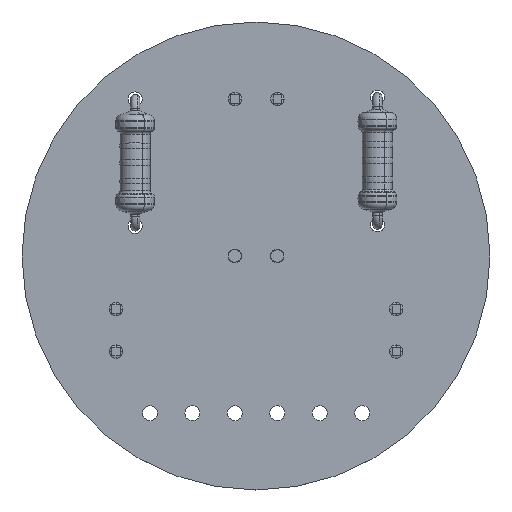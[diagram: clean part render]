
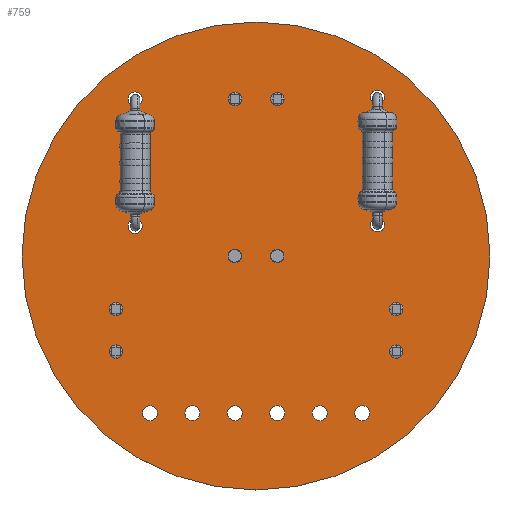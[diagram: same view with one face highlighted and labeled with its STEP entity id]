
A CAD part, top view. The second image highlights one B-rep face of the part: STEP entity #759.
In plain terms, the highlighted planar face has unit normal (0, 0, 1).
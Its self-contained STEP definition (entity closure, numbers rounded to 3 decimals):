
#76 = VERTEX_POINT('',#77);
#77 = CARTESIAN_POINT('',(32.281,22.105,0.411));
#83 = EDGE_CURVE('',#76,#76,#84,.T.);
#84 = CIRCLE('',#85,14.);
#85 = AXIS2_PLACEMENT_3D('',#86,#87,#88);
#86 = CARTESIAN_POINT('',(18.281,22.105,0.411));
#87 = DIRECTION('',(0.,0.,1.));
#88 = DIRECTION('',(1.,0.,0.));
#109 = VERTEX_POINT('',#110);
#110 = CARTESIAN_POINT('',(12.388,12.7,0.411));
#116 = EDGE_CURVE('',#109,#109,#117,.T.);
#117 = CIRCLE('',#118,0.45);
#118 = AXIS2_PLACEMENT_3D('',#119,#120,#121);
#119 = CARTESIAN_POINT('',(11.938,12.7,0.411));
#120 = DIRECTION('',(0.,0.,1.));
#121 = DIRECTION('',(1.,0.,0.));
#142 = VERTEX_POINT('',#143);
#143 = CARTESIAN_POINT('',(10.306,16.383,0.411));
#149 = EDGE_CURVE('',#142,#142,#150,.T.);
#150 = CIRCLE('',#151,0.4);
#151 = AXIS2_PLACEMENT_3D('',#152,#153,#154);
#152 = CARTESIAN_POINT('',(9.906,16.383,0.411));
#153 = DIRECTION('',(0.,0.,1.));
#154 = DIRECTION('',(1.,0.,0.));
#175 = VERTEX_POINT('',#176);
#176 = CARTESIAN_POINT('',(17.468,12.7,0.411));
#182 = EDGE_CURVE('',#175,#175,#183,.T.);
#183 = CIRCLE('',#184,0.45);
#184 = AXIS2_PLACEMENT_3D('',#185,#186,#187);
#185 = CARTESIAN_POINT('',(17.018,12.7,0.411));
#186 = DIRECTION('',(0.,0.,1.));
#187 = DIRECTION('',(1.,0.,0.));
#208 = VERTEX_POINT('',#209);
#209 = CARTESIAN_POINT('',(14.928,12.7,0.411));
#215 = EDGE_CURVE('',#208,#208,#216,.T.);
#216 = CIRCLE('',#217,0.45);
#217 = AXIS2_PLACEMENT_3D('',#218,#219,#220);
#218 = CARTESIAN_POINT('',(14.478,12.7,0.411));
#219 = DIRECTION('',(0.,0.,1.));
#220 = DIRECTION('',(1.,0.,0.));
#241 = VERTEX_POINT('',#242);
#242 = CARTESIAN_POINT('',(10.306,18.923,0.411));
#248 = EDGE_CURVE('',#241,#241,#249,.T.);
#249 = CIRCLE('',#250,0.4);
#250 = AXIS2_PLACEMENT_3D('',#251,#252,#253);
#251 = CARTESIAN_POINT('',(9.906,18.923,0.411));
#252 = DIRECTION('',(0.,0.,1.));
#253 = DIRECTION('',(1.,0.,0.));
#274 = VERTEX_POINT('',#275);
#275 = CARTESIAN_POINT('',(11.474,23.876,0.411));
#281 = EDGE_CURVE('',#274,#274,#282,.T.);
#282 = CIRCLE('',#283,0.425);
#283 = AXIS2_PLACEMENT_3D('',#284,#285,#286);
#284 = CARTESIAN_POINT('',(11.049,23.876,0.411));
#285 = DIRECTION('',(0.,0.,1.));
#286 = DIRECTION('',(1.,0.,0.));
#307 = VERTEX_POINT('',#308);
#308 = CARTESIAN_POINT('',(17.411,22.105,0.411));
#314 = EDGE_CURVE('',#307,#307,#315,.T.);
#315 = CIRCLE('',#316,0.4);
#316 = AXIS2_PLACEMENT_3D('',#317,#318,#319);
#317 = CARTESIAN_POINT('',(17.011,22.105,0.411));
#318 = DIRECTION('',(0.,0.,1.));
#319 = DIRECTION('',(1.,0.,0.));
#340 = VERTEX_POINT('',#341);
#341 = CARTESIAN_POINT('',(11.474,31.496,0.411));
#347 = EDGE_CURVE('',#340,#340,#348,.T.);
#348 = CIRCLE('',#349,0.425);
#349 = AXIS2_PLACEMENT_3D('',#350,#351,#352);
#350 = CARTESIAN_POINT('',(11.049,31.496,0.411));
#351 = DIRECTION('',(0.,0.,1.));
#352 = DIRECTION('',(1.,0.,0.));
#373 = VERTEX_POINT('',#374);
#374 = CARTESIAN_POINT('',(17.418,31.496,0.411));
#380 = EDGE_CURVE('',#373,#373,#381,.T.);
#381 = CIRCLE('',#382,0.4);
#382 = AXIS2_PLACEMENT_3D('',#383,#384,#385);
#383 = CARTESIAN_POINT('',(17.018,31.496,0.411));
#384 = DIRECTION('',(0.,0.,1.));
#385 = DIRECTION('',(1.,0.,0.));
#406 = VERTEX_POINT('',#407);
#407 = CARTESIAN_POINT('',(22.548,12.7,0.411));
#413 = EDGE_CURVE('',#406,#406,#414,.T.);
#414 = CIRCLE('',#415,0.45);
#415 = AXIS2_PLACEMENT_3D('',#416,#417,#418);
#416 = CARTESIAN_POINT('',(22.098,12.7,0.411));
#417 = DIRECTION('',(0.,0.,1.));
#418 = DIRECTION('',(1.,0.,0.));
#439 = VERTEX_POINT('',#440);
#440 = CARTESIAN_POINT('',(20.008,12.7,0.411));
#446 = EDGE_CURVE('',#439,#439,#447,.T.);
#447 = CIRCLE('',#448,0.45);
#448 = AXIS2_PLACEMENT_3D('',#449,#450,#451);
#449 = CARTESIAN_POINT('',(19.558,12.7,0.411));
#450 = DIRECTION('',(0.,0.,1.));
#451 = DIRECTION('',(1.,0.,0.));
#472 = VERTEX_POINT('',#473);
#473 = CARTESIAN_POINT('',(25.088,12.7,0.411));
#479 = EDGE_CURVE('',#472,#472,#480,.T.);
#480 = CIRCLE('',#481,0.45);
#481 = AXIS2_PLACEMENT_3D('',#482,#483,#484);
#482 = CARTESIAN_POINT('',(24.638,12.7,0.411));
#483 = DIRECTION('',(0.,0.,1.));
#484 = DIRECTION('',(1.,0.,0.));
#505 = VERTEX_POINT('',#506);
#506 = CARTESIAN_POINT('',(27.07,16.383,0.411));
#512 = EDGE_CURVE('',#505,#505,#513,.T.);
#513 = CIRCLE('',#514,0.4);
#514 = AXIS2_PLACEMENT_3D('',#515,#516,#517);
#515 = CARTESIAN_POINT('',(26.67,16.383,0.411));
#516 = DIRECTION('',(0.,0.,1.));
#517 = DIRECTION('',(1.,0.,0.));
#538 = VERTEX_POINT('',#539);
#539 = CARTESIAN_POINT('',(19.951,22.105,0.411));
#545 = EDGE_CURVE('',#538,#538,#546,.T.);
#546 = CIRCLE('',#547,0.4);
#547 = AXIS2_PLACEMENT_3D('',#548,#549,#550);
#548 = CARTESIAN_POINT('',(19.551,22.105,0.411));
#549 = DIRECTION('',(0.,0.,1.));
#550 = DIRECTION('',(1.,0.,0.));
#571 = VERTEX_POINT('',#572);
#572 = CARTESIAN_POINT('',(19.958,31.496,0.411));
#578 = EDGE_CURVE('',#571,#571,#579,.T.);
#579 = CIRCLE('',#580,0.4);
#580 = AXIS2_PLACEMENT_3D('',#581,#582,#583);
#581 = CARTESIAN_POINT('',(19.558,31.496,0.411));
#582 = DIRECTION('',(0.,0.,1.));
#583 = DIRECTION('',(1.,0.,0.));
#604 = VERTEX_POINT('',#605);
#605 = CARTESIAN_POINT('',(27.07,18.923,0.411));
#611 = EDGE_CURVE('',#604,#604,#612,.T.);
#612 = CIRCLE('',#613,0.4);
#613 = AXIS2_PLACEMENT_3D('',#614,#615,#616);
#614 = CARTESIAN_POINT('',(26.67,18.923,0.411));
#615 = DIRECTION('',(0.,0.,1.));
#616 = DIRECTION('',(1.,0.,0.));
#637 = VERTEX_POINT('',#638);
#638 = CARTESIAN_POINT('',(25.973,31.602,0.411));
#644 = EDGE_CURVE('',#637,#637,#645,.T.);
#645 = CIRCLE('',#646,0.425);
#646 = AXIS2_PLACEMENT_3D('',#647,#648,#649);
#647 = CARTESIAN_POINT('',(25.548,31.602,0.411));
#648 = DIRECTION('',(0.,0.,1.));
#649 = DIRECTION('',(1.,0.,0.));
#670 = VERTEX_POINT('',#671);
#671 = CARTESIAN_POINT('',(25.973,23.982,0.411));
#677 = EDGE_CURVE('',#670,#670,#678,.T.);
#678 = CIRCLE('',#679,0.425);
#679 = AXIS2_PLACEMENT_3D('',#680,#681,#682);
#680 = CARTESIAN_POINT('',(25.548,23.982,0.411));
#681 = DIRECTION('',(0.,0.,1.));
#682 = DIRECTION('',(1.,0.,0.));
#759 = ADVANCED_FACE('',(#760,#763,#766,#769,#772,#775,#778,#781,#784,
    #787,#790,#793,#796,#799,#802,#805,#808,#811,#814),#817,.F.);
#760 = FACE_BOUND('',#761,.T.);
#761 = EDGE_LOOP('',(#762));
#762 = ORIENTED_EDGE('',*,*,#83,.T.);
#763 = FACE_BOUND('',#764,.F.);
#764 = EDGE_LOOP('',(#765));
#765 = ORIENTED_EDGE('',*,*,#116,.T.);
#766 = FACE_BOUND('',#767,.F.);
#767 = EDGE_LOOP('',(#768));
#768 = ORIENTED_EDGE('',*,*,#149,.T.);
#769 = FACE_BOUND('',#770,.F.);
#770 = EDGE_LOOP('',(#771));
#771 = ORIENTED_EDGE('',*,*,#182,.T.);
#772 = FACE_BOUND('',#773,.F.);
#773 = EDGE_LOOP('',(#774));
#774 = ORIENTED_EDGE('',*,*,#215,.T.);
#775 = FACE_BOUND('',#776,.F.);
#776 = EDGE_LOOP('',(#777));
#777 = ORIENTED_EDGE('',*,*,#248,.T.);
#778 = FACE_BOUND('',#779,.F.);
#779 = EDGE_LOOP('',(#780));
#780 = ORIENTED_EDGE('',*,*,#281,.T.);
#781 = FACE_BOUND('',#782,.F.);
#782 = EDGE_LOOP('',(#783));
#783 = ORIENTED_EDGE('',*,*,#314,.T.);
#784 = FACE_BOUND('',#785,.F.);
#785 = EDGE_LOOP('',(#786));
#786 = ORIENTED_EDGE('',*,*,#347,.T.);
#787 = FACE_BOUND('',#788,.F.);
#788 = EDGE_LOOP('',(#789));
#789 = ORIENTED_EDGE('',*,*,#380,.T.);
#790 = FACE_BOUND('',#791,.F.);
#791 = EDGE_LOOP('',(#792));
#792 = ORIENTED_EDGE('',*,*,#413,.T.);
#793 = FACE_BOUND('',#794,.F.);
#794 = EDGE_LOOP('',(#795));
#795 = ORIENTED_EDGE('',*,*,#446,.T.);
#796 = FACE_BOUND('',#797,.F.);
#797 = EDGE_LOOP('',(#798));
#798 = ORIENTED_EDGE('',*,*,#479,.T.);
#799 = FACE_BOUND('',#800,.F.);
#800 = EDGE_LOOP('',(#801));
#801 = ORIENTED_EDGE('',*,*,#512,.T.);
#802 = FACE_BOUND('',#803,.F.);
#803 = EDGE_LOOP('',(#804));
#804 = ORIENTED_EDGE('',*,*,#545,.T.);
#805 = FACE_BOUND('',#806,.F.);
#806 = EDGE_LOOP('',(#807));
#807 = ORIENTED_EDGE('',*,*,#578,.T.);
#808 = FACE_BOUND('',#809,.F.);
#809 = EDGE_LOOP('',(#810));
#810 = ORIENTED_EDGE('',*,*,#611,.T.);
#811 = FACE_BOUND('',#812,.F.);
#812 = EDGE_LOOP('',(#813));
#813 = ORIENTED_EDGE('',*,*,#644,.T.);
#814 = FACE_BOUND('',#815,.F.);
#815 = EDGE_LOOP('',(#816));
#816 = ORIENTED_EDGE('',*,*,#677,.T.);
#817 = PLANE('',#818);
#818 = AXIS2_PLACEMENT_3D('',#819,#820,#821);
#819 = CARTESIAN_POINT('',(32.281,22.105,0.411));
#820 = DIRECTION('',(0.,0.,-1.));
#821 = DIRECTION('',(-1.,0.,0.));
